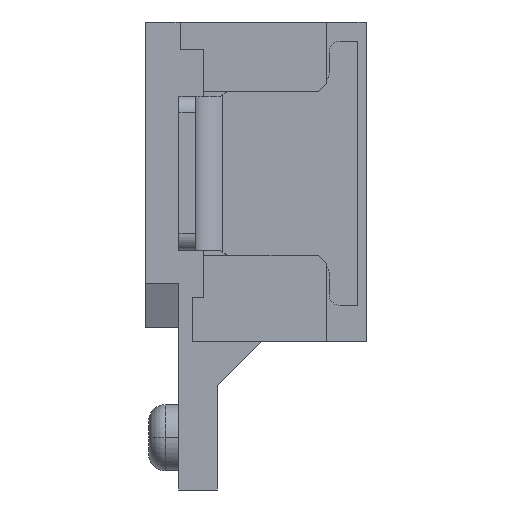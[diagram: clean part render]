
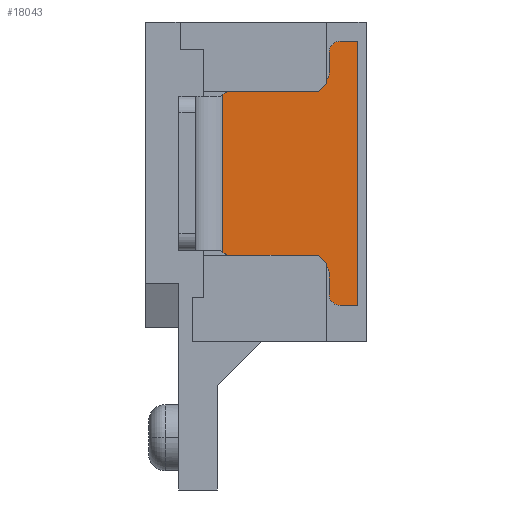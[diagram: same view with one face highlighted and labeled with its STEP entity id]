
A CAD part, left-side view. The second image highlights one B-rep face of the part: STEP entity #18043.
In plain terms, the highlighted planar face has unit normal (-1, 0, 0).
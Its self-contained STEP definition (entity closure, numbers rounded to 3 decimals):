
#6246=DIRECTION('',(0.,0.,1.));
#6247=VECTOR('',#6246,0.053);
#6248=CARTESIAN_POINT('',(13.149,37.11,1.557));
#6249=LINE('',#6248,#6247);
#6250=DIRECTION('',(0.,0.,1.));
#6251=VECTOR('',#6250,0.053);
#6252=CARTESIAN_POINT('',(13.149,37.11,4.89));
#6253=LINE('',#6252,#6251);
#6274=DIRECTION('',(0.,1.,0.));
#6275=VECTOR('',#6274,1.651);
#6276=CARTESIAN_POINT('',(13.149,37.26,1.76));
#6277=LINE('',#6276,#6275);
#6321=DIRECTION('',(0.,-1.,0.));
#6322=VECTOR('',#6321,1.651);
#6323=CARTESIAN_POINT('',(13.149,38.911,4.74));
#6324=LINE('',#6323,#6322);
#6345=DIRECTION('',(0.,0.,1.));
#6346=VECTOR('',#6345,4.8);
#6347=CARTESIAN_POINT('',(13.149,36.54,0.85));
#6348=LINE('',#6347,#6346);
#6349=CARTESIAN_POINT('',(13.149,36.86,1.05));
#6350=DIRECTION('',(-1.,0.,0.));
#6351=DIRECTION('',(0.,1.,0.));
#6352=AXIS2_PLACEMENT_3D('',#6349,#6350,#6351);
#6354=DIRECTION('',(0.,0.,-1.));
#6355=VECTOR('',#6354,0.375);
#6356=CARTESIAN_POINT('',(13.149,37.06,1.425));
#6357=LINE('',#6356,#6355);
#6358=CARTESIAN_POINT('',(13.149,37.26,1.425));
#6359=DIRECTION('',(1.,0.,0.));
#6360=DIRECTION('',(0.,-0.751,0.66));
#6361=AXIS2_PLACEMENT_3D('',#6358,#6359,#6360);
#6363=DIRECTION('',(0.,-0.707,-0.707));
#6364=VECTOR('',#6363,0.212);
#6365=CARTESIAN_POINT('',(13.149,37.26,1.76));
#6366=LINE('',#6365,#6364);
#6367=DIRECTION('',(0.,-0.819,-0.574));
#6368=VECTOR('',#6367,0.096);
#6369=CARTESIAN_POINT('',(13.149,38.99,1.815));
#6370=LINE('',#6369,#6368);
#6371=DIRECTION('',(0.,0.819,-0.574));
#6372=VECTOR('',#6371,0.096);
#6373=CARTESIAN_POINT('',(13.149,38.911,4.74));
#6374=LINE('',#6373,#6372);
#6375=DIRECTION('',(0.,0.707,-0.707));
#6376=VECTOR('',#6375,0.212);
#6377=CARTESIAN_POINT('',(13.149,37.11,4.89));
#6378=LINE('',#6377,#6376);
#6379=CARTESIAN_POINT('',(13.149,37.26,5.075));
#6380=DIRECTION('',(1.,0.,0.));
#6381=DIRECTION('',(0.,-1.,0.));
#6382=AXIS2_PLACEMENT_3D('',#6379,#6380,#6381);
#6384=CARTESIAN_POINT('',(13.149,36.86,5.45));
#6385=DIRECTION('',(-1.,0.,0.));
#6386=DIRECTION('',(0.,0.,1.));
#6387=AXIS2_PLACEMENT_3D('',#6384,#6385,#6386);
#6389=DIRECTION('',(0.,1.,0.));
#6390=VECTOR('',#6389,0.32);
#6391=CARTESIAN_POINT('',(13.149,36.54,5.65));
#6392=LINE('',#6391,#6390);
#6413=DIRECTION('',(0.,0.,1.));
#6414=VECTOR('',#6413,0.375);
#6415=CARTESIAN_POINT('',(13.149,37.06,5.075));
#6416=LINE('',#6415,#6414);
#6477=DIRECTION('',(0.,1.,0.));
#6478=VECTOR('',#6477,0.32);
#6479=CARTESIAN_POINT('',(13.149,36.54,0.85));
#6480=LINE('',#6479,#6478);
#6591=DIRECTION('',(0.,0.,1.));
#6592=VECTOR('',#6591,2.87);
#6593=CARTESIAN_POINT('',(13.149,38.99,1.815));
#6594=LINE('',#6593,#6592);
#6794=CARTESIAN_POINT('',(13.149,37.06,1.425));
#6795=VERTEX_POINT('',#6794);
#6796=CARTESIAN_POINT('',(13.149,37.06,1.05));
#6797=VERTEX_POINT('',#6796);
#8481=CARTESIAN_POINT('',(13.149,37.11,1.61));
#8482=VERTEX_POINT('',#8481);
#8483=CARTESIAN_POINT('',(13.149,37.11,1.557));
#8484=VERTEX_POINT('',#8483);
#8489=CARTESIAN_POINT('',(13.149,37.11,4.943));
#8490=VERTEX_POINT('',#8489);
#8491=CARTESIAN_POINT('',(13.149,37.11,4.89));
#8492=VERTEX_POINT('',#8491);
#8657=CARTESIAN_POINT('',(13.149,37.06,5.45));
#8658=VERTEX_POINT('',#8657);
#8659=CARTESIAN_POINT('',(13.149,37.06,5.075));
#8660=VERTEX_POINT('',#8659);
#8662=CARTESIAN_POINT('',(13.149,36.86,0.85));
#8664=VERTEX_POINT('',#8662);
#8665=CARTESIAN_POINT('',(13.149,36.54,0.85));
#8666=VERTEX_POINT('',#8665);
#8669=CARTESIAN_POINT('',(13.149,38.911,4.74));
#8670=CARTESIAN_POINT('',(13.149,37.26,4.74));
#8671=VERTEX_POINT('',#8669);
#8672=VERTEX_POINT('',#8670);
#8679=CARTESIAN_POINT('',(13.149,38.99,4.685));
#8680=VERTEX_POINT('',#8679);
#8684=CARTESIAN_POINT('',(13.149,38.99,1.815));
#8685=VERTEX_POINT('',#8684);
#8713=CARTESIAN_POINT('',(13.149,38.911,1.76));
#8714=VERTEX_POINT('',#8713);
#8717=CARTESIAN_POINT('',(13.149,37.26,1.76));
#8718=VERTEX_POINT('',#8717);
#8721=CARTESIAN_POINT('',(13.149,36.86,5.65));
#8722=VERTEX_POINT('',#8721);
#8724=CARTESIAN_POINT('',(13.149,36.54,5.65));
#8726=VERTEX_POINT('',#8724);
#18007=CARTESIAN_POINT('',(13.149,36.826,5.919));
#18008=DIRECTION('',(-1.,0.,0.));
#18009=DIRECTION('',(0.,1.,0.));
#18010=AXIS2_PLACEMENT_3D('',#18007,#18008,#18009);
#18011=PLANE('',#18010);
#18013=ORIENTED_EDGE('',*,*,#18012,.F.);
#18015=ORIENTED_EDGE('',*,*,#18014,.T.);
#18017=ORIENTED_EDGE('',*,*,#18016,.F.);
#18019=ORIENTED_EDGE('',*,*,#18018,.F.);
#18021=ORIENTED_EDGE('',*,*,#18020,.F.);
#18022=ORIENTED_EDGE('',*,*,#17866,.T.);
#18023=ORIENTED_EDGE('',*,*,#17893,.F.);
#18024=ORIENTED_EDGE('',*,*,#17912,.T.);
#18026=ORIENTED_EDGE('',*,*,#18025,.F.);
#18028=ORIENTED_EDGE('',*,*,#18027,.T.);
#18029=ORIENTED_EDGE('',*,*,#17969,.F.);
#18030=ORIENTED_EDGE('',*,*,#17983,.T.);
#18031=ORIENTED_EDGE('',*,*,#17998,.F.);
#18032=ORIENTED_EDGE('',*,*,#17874,.T.);
#18034=ORIENTED_EDGE('',*,*,#18033,.F.);
#18036=ORIENTED_EDGE('',*,*,#18035,.T.);
#18038=ORIENTED_EDGE('',*,*,#18037,.F.);
#18040=ORIENTED_EDGE('',*,*,#18039,.F.);
#18041=EDGE_LOOP('',(#18013,#18015,#18017,#18019,#18021,#18022,#18023,#18024,
#18026,#18028,#18029,#18030,#18031,#18032,#18034,#18036,#18038,#18040));
#18042=FACE_OUTER_BOUND('',#18041,.F.);
#18043=ADVANCED_FACE('',(#18042),#18011,.T.);
#6353=CIRCLE('',#6352,0.2);
#6362=CIRCLE('',#6361,0.2);
#6383=CIRCLE('',#6382,0.2);
#6388=CIRCLE('',#6387,0.2);
#17866=EDGE_CURVE('',#8484,#8482,#6249,.T.);
#17874=EDGE_CURVE('',#8492,#8490,#6253,.T.);
#17893=EDGE_CURVE('',#8718,#8482,#6366,.T.);
#17912=EDGE_CURVE('',#8718,#8714,#6277,.T.);
#17969=EDGE_CURVE('',#8671,#8680,#6374,.T.);
#17983=EDGE_CURVE('',#8671,#8672,#6324,.T.);
#17998=EDGE_CURVE('',#8492,#8672,#6378,.T.);
#18012=EDGE_CURVE('',#8666,#8726,#6348,.T.);
#18014=EDGE_CURVE('',#8666,#8664,#6480,.T.);
#18016=EDGE_CURVE('',#6797,#8664,#6353,.T.);
#18018=EDGE_CURVE('',#6795,#6797,#6357,.T.);
#18020=EDGE_CURVE('',#8484,#6795,#6362,.T.);
#18025=EDGE_CURVE('',#8685,#8714,#6370,.T.);
#18027=EDGE_CURVE('',#8685,#8680,#6594,.T.);
#18033=EDGE_CURVE('',#8660,#8490,#6383,.T.);
#18035=EDGE_CURVE('',#8660,#8658,#6416,.T.);
#18037=EDGE_CURVE('',#8722,#8658,#6388,.T.);
#18039=EDGE_CURVE('',#8726,#8722,#6392,.T.);
